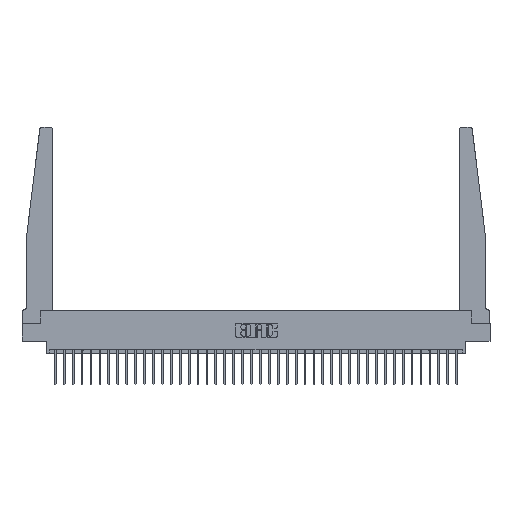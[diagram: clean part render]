
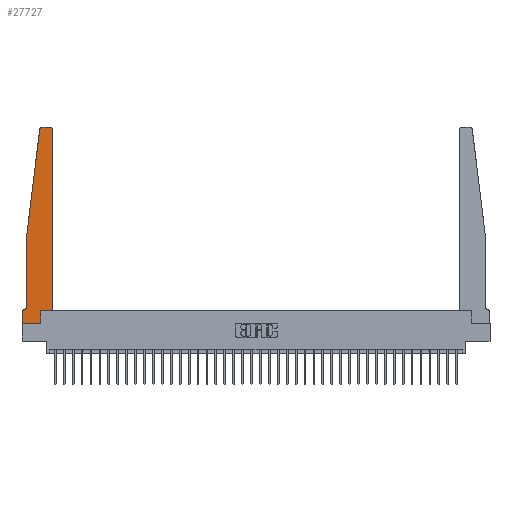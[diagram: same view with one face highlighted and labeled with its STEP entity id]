
A CAD part, top view. The second image highlights one B-rep face of the part: STEP entity #27727.
In plain terms, the highlighted planar face has unit normal (0, 0, 1).
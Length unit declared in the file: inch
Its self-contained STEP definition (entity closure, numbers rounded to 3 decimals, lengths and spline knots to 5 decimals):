
#120 = EDGE_CURVE ( 'NONE', #12765, #33424, #26644, .T. ) ;
#540 = CARTESIAN_POINT ( 'NONE',  ( 0.065, 0.2375, 0.37 ) ) ;
#606 = CARTESIAN_POINT ( 'NONE',  ( 0., 0., 0.37 ) ) ;
#978 = EDGE_LOOP ( 'NONE', ( #34195, #1143, #27310, #12780, #15955, #9243, #32607, #15030, #32770, #25703, #31769, #20352 ) ) ;
#1143 = ORIENTED_EDGE ( 'NONE', *, *, #3645, .T. ) ;
#1225 = DIRECTION ( 'NONE',  ( -0.122, -0.992, 0. ) ) ;
#1253 = CARTESIAN_POINT ( 'NONE',  ( 0.065, 1.25, 0.37 ) ) ;
#1455 = VECTOR ( 'NONE', #7377, 39.37008 ) ;
#1682 = VERTEX_POINT ( 'NONE', #1253 ) ;
#2162 = CARTESIAN_POINT ( 'NONE',  ( 0.24675, 2.72367, 0.37 ) ) ;
#2170 = DIRECTION ( 'NONE',  ( -1., 0., 0. ) ) ;
#2839 = VECTOR ( 'NONE', #12071, 39.37008 ) ;
#3639 = EDGE_CURVE ( 'NONE', #6680, #12765, #28941, .T. ) ;
#3645 = EDGE_CURVE ( 'NONE', #15063, #6160, #22747, .T. ) ;
#4611 = DIRECTION ( 'NONE',  ( 0., 0., 1. ) ) ;
#4709 = VECTOR ( 'NONE', #8095, 39.37008 ) ;
#4822 = LINE ( 'NONE', #14408, #17338 ) ;
#4865 = LINE ( 'NONE', #31200, #5719 ) ;
#4890 = EDGE_CURVE ( 'NONE', #28538, #6680, #25914, .T. ) ;
#5398 = CARTESIAN_POINT ( 'NONE',  ( 0.065, 0.1875, 0.37 ) ) ;
#5719 = VECTOR ( 'NONE', #25833, 39.37008 ) ;
#6039 = CARTESIAN_POINT ( 'NONE',  ( 0.065, 1.25, 0.37 ) ) ;
#6160 = VERTEX_POINT ( 'NONE', #2162 ) ;
#6480 = VECTOR ( 'NONE', #8026, 39.37008 ) ;
#6680 = VERTEX_POINT ( 'NONE', #28103 ) ;
#7377 = DIRECTION ( 'NONE',  ( 0., -1., 0. ) ) ;
#7958 = CARTESIAN_POINT ( 'NONE',  ( 0.015, 0.1875, 0.37 ) ) ;
#7960 = EDGE_CURVE ( 'NONE', #34313, #28538, #13305, .T. ) ;
#8026 = DIRECTION ( 'NONE',  ( 0., 1., 0. ) ) ;
#8095 = DIRECTION ( 'NONE',  ( -1., 0., 0. ) ) ;
#8193 = AXIS2_PLACEMENT_3D ( 'NONE', #13599, #32169, #16294 ) ;
#8706 = DIRECTION ( 'NONE',  ( 0., -1., 0. ) ) ;
#8742 = CARTESIAN_POINT ( 'NONE',  ( 0.395, 2.75, 0.37 ) ) ;
#9243 = ORIENTED_EDGE ( 'NONE', *, *, #4890, .T. ) ;
#9299 = EDGE_CURVE ( 'NONE', #12509, #31458, #4865, .T. ) ;
#9684 = VERTEX_POINT ( 'NONE', #8742 ) ;
#10162 = EDGE_CURVE ( 'NONE', #31458, #19387, #27697, .T. ) ;
#10759 = AXIS2_PLACEMENT_3D ( 'NONE', #34008, #18167, #2170 ) ;
#11203 = VECTOR ( 'NONE', #31590, 39.37008 ) ;
#12071 = DIRECTION ( 'NONE',  ( -1., 0., 0. ) ) ;
#12104 = VECTOR ( 'NONE', #8706, 39.37008 ) ;
#12509 = VERTEX_POINT ( 'NONE', #28777 ) ;
#12765 = VERTEX_POINT ( 'NONE', #606 ) ;
#12780 = ORIENTED_EDGE ( 'NONE', *, *, #18198, .T. ) ;
#13070 = CARTESIAN_POINT ( 'NONE',  ( 0.2605, 0., 0.37 ) ) ;
#13305 = CIRCLE ( 'NONE', #10759, 0.05 ) ;
#13599 = CARTESIAN_POINT ( 'NONE',  ( 0.395, 2.72, 0.37 ) ) ;
#13707 = DIRECTION ( 'NONE',  ( 1., 0., 0. ) ) ;
#14126 = EDGE_CURVE ( 'NONE', #9684, #15063, #31165, .T. ) ;
#14408 = CARTESIAN_POINT ( 'NONE',  ( 0.065, 1.25, 0.37 ) ) ;
#15030 = ORIENTED_EDGE ( 'NONE', *, *, #120, .T. ) ;
#15063 = VERTEX_POINT ( 'NONE', #18866 ) ;
#15469 = CARTESIAN_POINT ( 'NONE',  ( 0.425, 0.18, 0.37 ) ) ;
#15744 = CIRCLE ( 'NONE', #8193, 0.03 ) ;
#15955 = ORIENTED_EDGE ( 'NONE', *, *, #7960, .T. ) ;
#15965 = DIRECTION ( 'NONE',  ( 0., 0., 1. ) ) ;
#16294 = DIRECTION ( 'NONE',  ( 1., 0., 0. ) ) ;
#17338 = VECTOR ( 'NONE', #1225, 39.37008 ) ;
#18167 = DIRECTION ( 'NONE',  ( 0., 0., -1. ) ) ;
#18198 = EDGE_CURVE ( 'NONE', #1682, #34313, #33282, .T. ) ;
#18773 = AXIS2_PLACEMENT_3D ( 'NONE', #31854, #15965, #13707 ) ;
#18866 = CARTESIAN_POINT ( 'NONE',  ( 0.27653, 2.75, 0.37 ) ) ;
#19387 = VERTEX_POINT ( 'NONE', #28982 ) ;
#19635 = VECTOR ( 'NONE', #31596, 39.37008 ) ;
#20352 = ORIENTED_EDGE ( 'NONE', *, *, #34211, .T. ) ;
#20601 = PLANE ( 'NONE',  #30347 ) ;
#21233 = CARTESIAN_POINT ( 'NONE',  ( 0., 0., 0.37 ) ) ;
#21805 = EDGE_CURVE ( 'NONE', #6160, #1682, #4822, .T. ) ;
#22747 = CIRCLE ( 'NONE', #18773, 0.03 ) ;
#23280 = DIRECTION ( 'NONE',  ( 1., 0., 0. ) ) ;
#25341 = LINE ( 'NONE', #26350, #11203 ) ;
#25500 = EDGE_CURVE ( 'NONE', #33424, #12509, #25341, .T. ) ;
#25703 = ORIENTED_EDGE ( 'NONE', *, *, #9299, .T. ) ;
#25833 = DIRECTION ( 'NONE',  ( 1., 0., 0. ) ) ;
#25914 = LINE ( 'NONE', #5398, #4709 ) ;
#26350 = CARTESIAN_POINT ( 'NONE',  ( 0.2605, 0.18, 0.37 ) ) ;
#26490 = CARTESIAN_POINT ( 'NONE',  ( 0.425, 0.18, 0.37 ) ) ;
#26644 = LINE ( 'NONE', #34218, #19635 ) ;
#27310 = ORIENTED_EDGE ( 'NONE', *, *, #21805, .T. ) ;
#27697 = LINE ( 'NONE', #26490, #6480 ) ;
#27727 = ADVANCED_FACE ( 'NONE', ( #30676 ), #20601, .T. ) ;
#27988 = CARTESIAN_POINT ( 'NONE',  ( 0.25, 2.75, 0.37 ) ) ;
#28103 = CARTESIAN_POINT ( 'NONE',  ( 0., 0.1875, 0.37 ) ) ;
#28538 = VERTEX_POINT ( 'NONE', #7958 ) ;
#28777 = CARTESIAN_POINT ( 'NONE',  ( 0.2605, 0.18, 0.37 ) ) ;
#28941 = LINE ( 'NONE', #21233, #1455 ) ;
#28982 = CARTESIAN_POINT ( 'NONE',  ( 0.425, 2.72, 0.37 ) ) ;
#30347 = AXIS2_PLACEMENT_3D ( 'NONE', #33759, #4611, #23280 ) ;
#30676 = FACE_OUTER_BOUND ( 'NONE', #978, .T. ) ;
#31165 = LINE ( 'NONE', #27988, #2839 ) ;
#31200 = CARTESIAN_POINT ( 'NONE',  ( 0.425, 0.18, 0.37 ) ) ;
#31458 = VERTEX_POINT ( 'NONE', #15469 ) ;
#31590 = DIRECTION ( 'NONE',  ( 0., 1., 0. ) ) ;
#31596 = DIRECTION ( 'NONE',  ( 1., 0., 0. ) ) ;
#31769 = ORIENTED_EDGE ( 'NONE', *, *, #10162, .T. ) ;
#31854 = CARTESIAN_POINT ( 'NONE',  ( 0.27653, 2.72, 0.37 ) ) ;
#32169 = DIRECTION ( 'NONE',  ( 0., 0., 1. ) ) ;
#32607 = ORIENTED_EDGE ( 'NONE', *, *, #3639, .T. ) ;
#32770 = ORIENTED_EDGE ( 'NONE', *, *, #25500, .T. ) ;
#33282 = LINE ( 'NONE', #6039, #12104 ) ;
#33424 = VERTEX_POINT ( 'NONE', #13070 ) ;
#33759 = CARTESIAN_POINT ( 'NONE',  ( 0., 0.1875, 0.37 ) ) ;
#34008 = CARTESIAN_POINT ( 'NONE',  ( 0.015, 0.2375, 0.37 ) ) ;
#34195 = ORIENTED_EDGE ( 'NONE', *, *, #14126, .T. ) ;
#34211 = EDGE_CURVE ( 'NONE', #19387, #9684, #15744, .T. ) ;
#34218 = CARTESIAN_POINT ( 'NONE',  ( 0., 0., 0.37 ) ) ;
#34313 = VERTEX_POINT ( 'NONE', #540 ) ;
